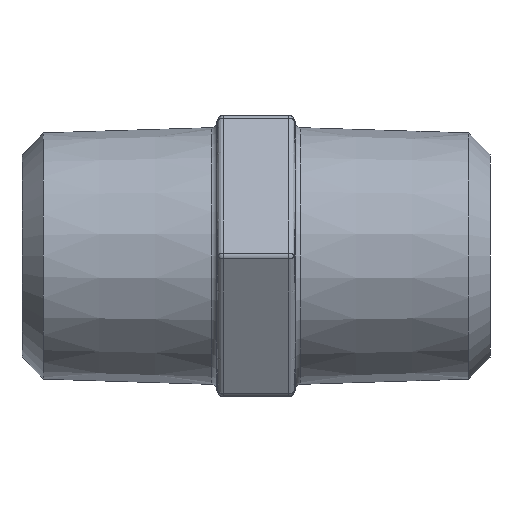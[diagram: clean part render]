
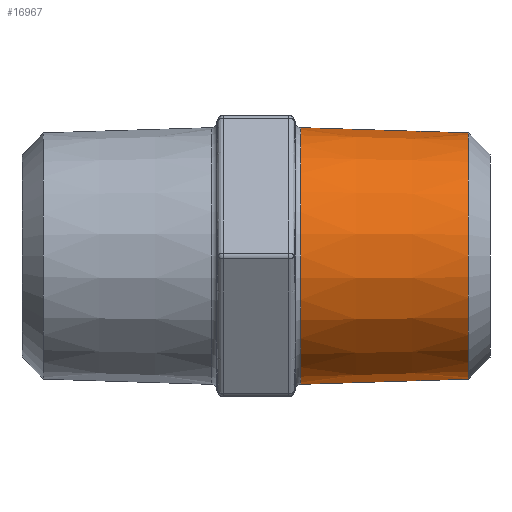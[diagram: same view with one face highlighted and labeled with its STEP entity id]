
A CAD part, front view. The second image highlights one B-rep face of the part: STEP entity #16967.
In plain terms, the highlighted conical face has half-angle 1.79 degrees and reference radius 6.539 mm.
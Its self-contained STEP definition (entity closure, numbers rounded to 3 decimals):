
#285 = CONICAL_SURFACE ( 'NONE', #19505, 6.539, 0.031 ) ;
#372 = VERTEX_POINT ( 'NONE', #8314 ) ;
#554 = ORIENTED_EDGE ( 'NONE', *, *, #9652, .F. ) ;
#1377 = LINE ( 'NONE', #17211, #12987 ) ;
#1809 = ORIENTED_EDGE ( 'NONE', *, *, #8275, .T. ) ;
#2260 = CARTESIAN_POINT ( 'NONE',  ( 11.335, 0., -6.576 ) ) ;
#3143 = DIRECTION ( 'NONE',  ( 0., 0., -1. ) ) ;
#4802 = CARTESIAN_POINT ( 'NONE',  ( 12.5, 0., 0. ) ) ;
#5281 = DIRECTION ( 'NONE',  ( -1., 0., -0.031 ) ) ;
#5611 = EDGE_CURVE ( 'NONE', #13617, #10070, #15543, .T. ) ;
#5718 = ORIENTED_EDGE ( 'NONE', *, *, #17462, .T. ) ;
#5898 = LINE ( 'NONE', #19535, #19021 ) ;
#6519 = DIRECTION ( 'NONE',  ( 0., 0., 1. ) ) ;
#7030 = EDGE_LOOP ( 'NONE', ( #554, #9715, #1809, #5718 ) ) ;
#7802 = CARTESIAN_POINT ( 'NONE',  ( 11.335, 0., 0. ) ) ;
#8275 = EDGE_CURVE ( 'NONE', #10070, #372, #5898, .T. ) ;
#8314 = CARTESIAN_POINT ( 'NONE',  ( 2.379, 0., 6.856 ) ) ;
#8841 = AXIS2_PLACEMENT_3D ( 'NONE', #7802, #18465, #3143 ) ;
#9652 = EDGE_CURVE ( 'NONE', #13617, #16884, #1377, .T. ) ;
#9700 = CARTESIAN_POINT ( 'NONE',  ( 2.379, 0., 0. ) ) ;
#9715 = ORIENTED_EDGE ( 'NONE', *, *, #5611, .T. ) ;
#10070 = VERTEX_POINT ( 'NONE', #17648 ) ;
#11574 = AXIS2_PLACEMENT_3D ( 'NONE', #9700, #18634, #6519 ) ;
#11881 = DIRECTION ( 'NONE',  ( -1., 0., 0.031 ) ) ;
#12179 = CARTESIAN_POINT ( 'NONE',  ( 2.379, 0., -6.856 ) ) ;
#12987 = VECTOR ( 'NONE', #5281, 1000. ) ;
#13617 = VERTEX_POINT ( 'NONE', #2260 ) ;
#15449 = DIRECTION ( 'NONE',  ( 0., 0., 1. ) ) ;
#15543 = CIRCLE ( 'NONE', #8841, 6.576 ) ;
#16884 = VERTEX_POINT ( 'NONE', #12179 ) ;
#16967 = ADVANCED_FACE ( 'NONE', ( #18107 ), #285, .T. ) ;
#17211 = CARTESIAN_POINT ( 'NONE',  ( 12.5, 0., -6.539 ) ) ;
#17462 = EDGE_CURVE ( 'NONE', #372, #16884, #19305, .T. ) ;
#17648 = CARTESIAN_POINT ( 'NONE',  ( 11.335, 0., 6.576 ) ) ;
#18107 = FACE_OUTER_BOUND ( 'NONE', #7030, .T. ) ;
#18465 = DIRECTION ( 'NONE',  ( -1., 0., 0. ) ) ;
#18541 = DIRECTION ( 'NONE',  ( -1., 0., 0. ) ) ;
#18634 = DIRECTION ( 'NONE',  ( 1., 0., 0. ) ) ;
#19021 = VECTOR ( 'NONE', #11881, 1000. ) ;
#19305 = CIRCLE ( 'NONE', #11574, 6.856 ) ;
#19505 = AXIS2_PLACEMENT_3D ( 'NONE', #4802, #18541, #15449 ) ;
#19535 = CARTESIAN_POINT ( 'NONE',  ( 12.5, 0., 6.539 ) ) ;
